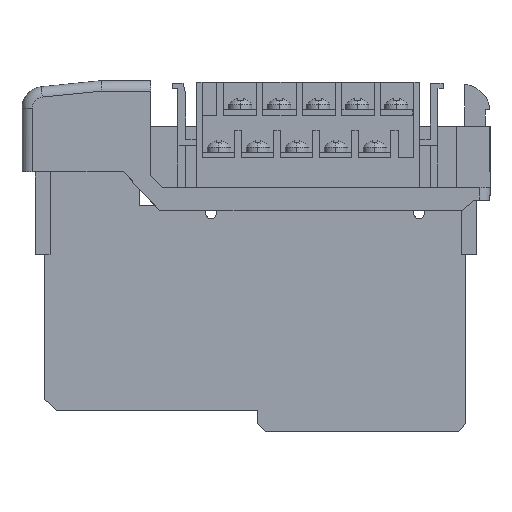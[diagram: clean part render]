
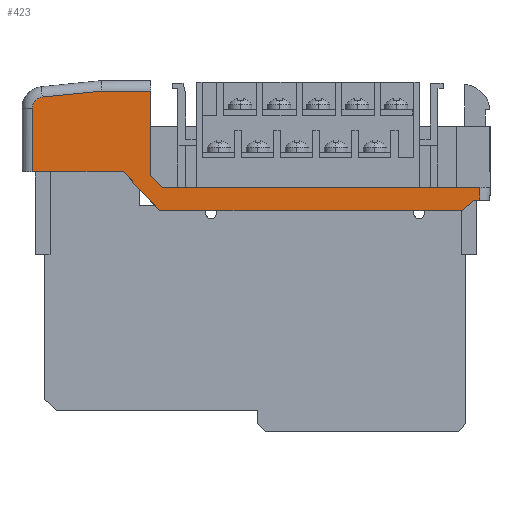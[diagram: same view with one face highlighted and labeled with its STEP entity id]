
A CAD part, left-side view. The second image highlights one B-rep face of the part: STEP entity #423.
In plain terms, the highlighted planar face has unit normal (-1, 0, 0).
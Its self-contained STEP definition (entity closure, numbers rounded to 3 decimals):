
#148 = EDGE_CURVE ( 'NONE', #150, #151, #7230, .T. ) ;
#150 = VERTEX_POINT ( 'NONE', #7226 ) ;
#151 = VERTEX_POINT ( 'NONE', #7284 ) ;
#308 = EDGE_CURVE ( 'NONE', #309, #326, #7696, .T. ) ;
#309 = VERTEX_POINT ( 'NONE', #7692 ) ;
#323 = VERTEX_POINT ( 'NONE', #7760 ) ;
#325 = EDGE_CURVE ( 'NONE', #326, #323, #7759, .T. ) ;
#326 = VERTEX_POINT ( 'NONE', #7755 ) ;
#340 = EDGE_CURVE ( 'NONE', #341, #369, #7771, .T. ) ;
#341 = VERTEX_POINT ( 'NONE', #7767 ) ;
#368 = EDGE_CURVE ( 'NONE', #369, #381, #7835, .T. ) ;
#369 = VERTEX_POINT ( 'NONE', #7831 ) ;
#380 = EDGE_CURVE ( 'NONE', #381, #309, #7875, .T. ) ;
#381 = VERTEX_POINT ( 'NONE', #7871 ) ;
#400 = ORIENTED_EDGE ( 'NONE', *, *, #401, .F. ) ;
#401 = EDGE_CURVE ( 'NONE', #402, #427, #7917, .T. ) ;
#402 = VERTEX_POINT ( 'NONE', #7913 ) ;
#403 = ORIENTED_EDGE ( 'NONE', *, *, #404, .F. ) ;
#404 = EDGE_CURVE ( 'NONE', #405, #402, #7912, .T. ) ;
#405 = VERTEX_POINT ( 'NONE', #7970 ) ;
#406 = ORIENTED_EDGE ( 'NONE', *, *, #407, .F. ) ;
#407 = EDGE_CURVE ( 'NONE', #150, #405, #7969, .T. ) ;
#408 = ORIENTED_EDGE ( 'NONE', *, *, #148, .T. ) ;
#409 = ORIENTED_EDGE ( 'NONE', *, *, #410, .T. ) ;
#410 = EDGE_CURVE ( 'NONE', #151, #411, #7965, .T. ) ;
#411 = VERTEX_POINT ( 'NONE', #7961 ) ;
#412 = ORIENTED_EDGE ( 'NONE', *, *, #413, .T. ) ;
#413 = EDGE_CURVE ( 'NONE', #411, #414, #7960, .T. ) ;
#414 = VERTEX_POINT ( 'NONE', #7955 ) ;
#423 = ADVANCED_FACE ( 'NONE', ( #7943 ), #7983, .F. ) ;
#424 = EDGE_LOOP ( 'NONE', ( #425, #400, #403, #406, #408, #409, #412, #6903, #3498, #3499, #3500, #3501, #3502 ) ) ;
#425 = ORIENTED_EDGE ( 'NONE', *, *, #426, .T. ) ;
#426 = EDGE_CURVE ( 'NONE', #323, #427, #7977, .T. ) ;
#427 = VERTEX_POINT ( 'NONE', #8032 ) ;
#3497 = EDGE_CURVE ( 'NONE', #414, #341, #20535, .T. ) ;
#3498 = ORIENTED_EDGE ( 'NONE', *, *, #340, .T. ) ;
#3499 = ORIENTED_EDGE ( 'NONE', *, *, #368, .T. ) ;
#3500 = ORIENTED_EDGE ( 'NONE', *, *, #380, .T. ) ;
#3501 = ORIENTED_EDGE ( 'NONE', *, *, #308, .T. ) ;
#3502 = ORIENTED_EDGE ( 'NONE', *, *, #325, .T. ) ;
#6903 = ORIENTED_EDGE ( 'NONE', *, *, #3497, .T. ) ;
#7226 = CARTESIAN_POINT ( 'NONE',  ( 0.5, 24.723, 3.114 ) ) ;
#7227 = DIRECTION ( 'NONE',  ( 0., 1., 0. ) ) ;
#7228 = VECTOR ( 'NONE', #7227, 1000. ) ;
#7229 = CARTESIAN_POINT ( 'NONE',  ( 0.5, 34.27, 3.114 ) ) ;
#7230 = LINE ( 'NONE', #7229, #7228 ) ;
#7284 = CARTESIAN_POINT ( 'NONE',  ( 0.5, 34.17, 3.114 ) ) ;
#7692 = CARTESIAN_POINT ( 'NONE',  ( 0.5, -35.258, -19.886 ) ) ;
#7693 = DIRECTION ( 'NONE',  ( 0., -0.731, 0.682 ) ) ;
#7694 = VECTOR ( 'NONE', #7693, 1000. ) ;
#7695 = CARTESIAN_POINT ( 'NONE',  ( 0.5, -35.258, -19.886 ) ) ;
#7696 = LINE ( 'NONE', #7695, #7694 ) ;
#7755 = CARTESIAN_POINT ( 'NONE',  ( 0.5, -37.408, -17.879 ) ) ;
#7756 = DIRECTION ( 'NONE',  ( 0., -1., 0. ) ) ;
#7757 = VECTOR ( 'NONE', #7756, 1000. ) ;
#7758 = CARTESIAN_POINT ( 'NONE',  ( 0.5, -37.408, -17.879 ) ) ;
#7759 = LINE ( 'NONE', #7758, #7757 ) ;
#7760 = CARTESIAN_POINT ( 'NONE',  ( 0.5, -38.527, -17.879 ) ) ;
#7767 = CARTESIAN_POINT ( 'NONE',  ( 0.5, 47.473, -12.386 ) ) ;
#7768 = DIRECTION ( 'NONE',  ( 0., -1., 0. ) ) ;
#7769 = VECTOR ( 'NONE', #7768, 1000. ) ;
#7770 = CARTESIAN_POINT ( 'NONE',  ( 0.5, 29.973, -12.386 ) ) ;
#7771 = LINE ( 'NONE', #7770, #7769 ) ;
#7831 = CARTESIAN_POINT ( 'NONE',  ( 0.5, 29.973, -12.386 ) ) ;
#7832 = DIRECTION ( 'NONE',  ( 0., -0.682, -0.731 ) ) ;
#7833 = VECTOR ( 'NONE', #7832, 1000. ) ;
#7834 = CARTESIAN_POINT ( 'NONE',  ( 0.5, 22.973, -19.886 ) ) ;
#7835 = LINE ( 'NONE', #7834, #7833 ) ;
#7871 = CARTESIAN_POINT ( 'NONE',  ( 0.5, 22.973, -19.886 ) ) ;
#7872 = DIRECTION ( 'NONE',  ( 0., -1., 0. ) ) ;
#7873 = VECTOR ( 'NONE', #7872, 1000. ) ;
#7874 = CARTESIAN_POINT ( 'NONE',  ( 0.5, 22.973, -19.886 ) ) ;
#7875 = LINE ( 'NONE', #7874, #7873 ) ;
#7909 = DIRECTION ( 'NONE',  ( 0., -0.685, -0.729 ) ) ;
#7910 = VECTOR ( 'NONE', #7909, 1000. ) ;
#7911 = CARTESIAN_POINT ( 'NONE',  ( 0.5, 22.532, -15.386 ) ) ;
#7912 = LINE ( 'NONE', #7911, #7910 ) ;
#7913 = CARTESIAN_POINT ( 'NONE',  ( 0.5, 22.532, -15.386 ) ) ;
#7914 = DIRECTION ( 'NONE',  ( 0., -1., 0. ) ) ;
#7915 = VECTOR ( 'NONE', #7914, 1000. ) ;
#7916 = CARTESIAN_POINT ( 'NONE',  ( 0.5, 22.532, -15.386 ) ) ;
#7917 = LINE ( 'NONE', #7916, #7915 ) ;
#7943 = FACE_OUTER_BOUND ( 'NONE', #424, .T. ) ;
#7955 = CARTESIAN_POINT ( 'NONE',  ( 0.5, 47.473, -0.213 ) ) ;
#7956 = DIRECTION ( 'NONE',  ( 0., 0., -1. ) ) ;
#7957 = DIRECTION ( 'NONE',  ( -1., 0., 0. ) ) ;
#7958 = CARTESIAN_POINT ( 'NONE',  ( 0.5, 45.358, -0.133 ) ) ;
#7959 = AXIS2_PLACEMENT_3D ( 'NONE', #7958, #7957, #7956 ) ;
#7960 = CIRCLE ( 'NONE', #7959, 2.116 ) ;
#7961 = CARTESIAN_POINT ( 'NONE',  ( 0.5, 45.569, 1.973 ) ) ;
#7962 = DIRECTION ( 'NONE',  ( 0., 0.995, -0.1 ) ) ;
#7963 = VECTOR ( 'NONE', #7962, 1000. ) ;
#7964 = CARTESIAN_POINT ( 'NONE',  ( 0.5, 45.569, 1.973 ) ) ;
#7965 = LINE ( 'NONE', #7964, #7963 ) ;
#7966 = DIRECTION ( 'NONE',  ( 0., 0., -1. ) ) ;
#7967 = VECTOR ( 'NONE', #7966, 1000. ) ;
#7968 = CARTESIAN_POINT ( 'NONE',  ( 0.5, 24.723, 4.364 ) ) ;
#7969 = LINE ( 'NONE', #7968, #7967 ) ;
#7970 = CARTESIAN_POINT ( 'NONE',  ( 0.5, 24.723, -13.054 ) ) ;
#7974 = DIRECTION ( 'NONE',  ( 0., 0., 1. ) ) ;
#7975 = VECTOR ( 'NONE', #7974, 1000. ) ;
#7976 = CARTESIAN_POINT ( 'NONE',  ( 0.5, -38.527, -0.463 ) ) ;
#7977 = LINE ( 'NONE', #7976, #7975 ) ;
#7979 = DIRECTION ( 'NONE',  ( 0., 0., -1. ) ) ;
#7980 = DIRECTION ( 'NONE',  ( 1., 0., 0. ) ) ;
#7981 = CARTESIAN_POINT ( 'NONE',  ( 0.5, -35.258, -0.876 ) ) ;
#7982 = AXIS2_PLACEMENT_3D ( 'NONE', #7981, #7980, #7979 ) ;
#7983 = PLANE ( 'NONE',  #7982 ) ;
#8032 = CARTESIAN_POINT ( 'NONE',  ( 0.5, -38.527, -15.386 ) ) ;
#20529 = DIRECTION ( 'NONE',  ( 0., 0., -1. ) ) ;
#20531 = VECTOR ( 'NONE', #20529, 1000. ) ;
#20533 = CARTESIAN_POINT ( 'NONE',  ( 0.5, 47.473, -12.386 ) ) ;
#20535 = LINE ( 'NONE', #20533, #20531 ) ;
